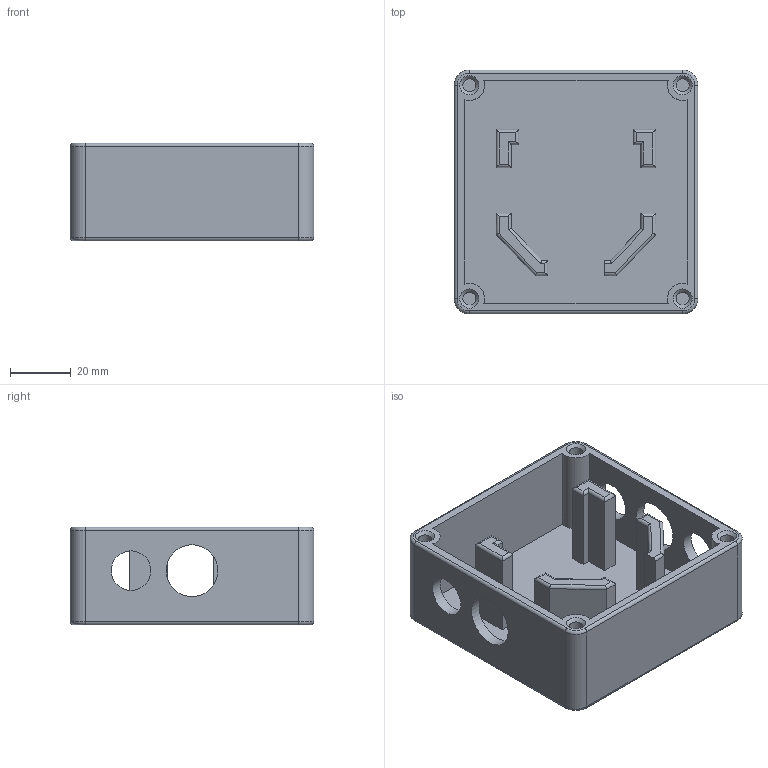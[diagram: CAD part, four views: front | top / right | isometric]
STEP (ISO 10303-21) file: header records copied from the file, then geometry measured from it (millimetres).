
FILE_DESCRIPTION(/* description */ (''),/* implementation_level */ '2;1');
FILE_NAME(/* name */ 'Halterung_Basis_2.stp',/* time_stamp */ '2025-12-03T09:44:41+01:00',/* author */ ('phe'),/* organization */ (''),/* preprocessor_version */ 'ST-DEVELOPER v20',/* originating_system */ 'Autodesk Inventor 2025',/* authorisation */ '');
FILE_SCHEMA (('AUTOMOTIVE_DESIGN { 1 0 10303 214 3 1 1 }'));
Length unit declared in the file: millimetre
Products named in the file (1): Halterung_Basis_2
Bounding box: 80 x 80 x 32 mm (x, y, z)
Volume: 63134.1 mm3; surface area: 36885.1 mm2
Topology: 1 solids, 1 shells, 246 faces, 626 edges, 402 vertices
Faces by surface type: plane 140, cylinder 52, bspline 42, torus 8, cone 4
Full cylindrical faces by diameter (mm): 4.3 x4, 13 x3, 17 x2
Entity records: 8285 total; most frequent: CARTESIAN_POINT 2469, ORIENTED_EDGE 1252, DIRECTION 1066, EDGE_CURVE 626, LINE 452, VECTOR 452, VERTEX_POINT 402, AXIS2_PLACEMENT_3D 307
